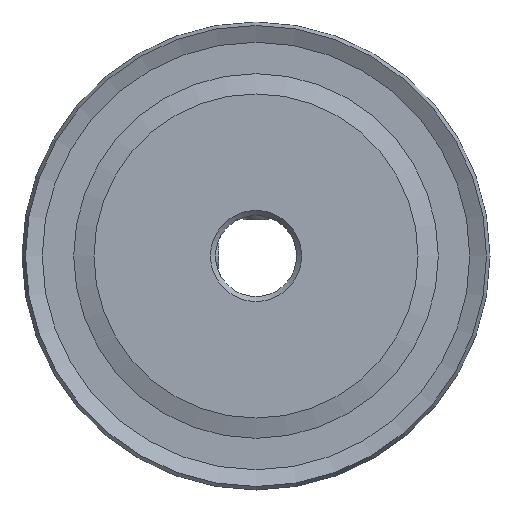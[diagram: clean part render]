
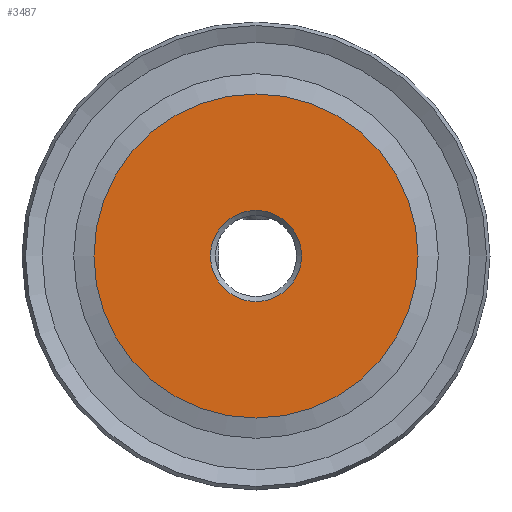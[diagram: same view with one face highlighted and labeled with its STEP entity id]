
A CAD part, left-side view. The second image highlights one B-rep face of the part: STEP entity #3487.
In plain terms, the highlighted planar face has unit normal (-1, 0, 0).
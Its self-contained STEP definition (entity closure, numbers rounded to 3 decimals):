
#3487 = ADVANCED_FACE('',(#3488,#3524),#3501,.F.);
#3488 = FACE_BOUND('',#3489,.F.);
#3489 = EDGE_LOOP('',(#3490));
#3490 = ORIENTED_EDGE('',*,*,#3491,.F.);
#3491 = EDGE_CURVE('',#3492,#3492,#3494,.T.);
#3492 = VERTEX_POINT('',#3493);
#3493 = CARTESIAN_POINT('',(-7.,0.,4.5));
#3494 = SURFACE_CURVE('',#3495,(#3500,#3512),.PCURVE_S1.);
#3495 = CIRCLE('',#3496,4.5);
#3496 = AXIS2_PLACEMENT_3D('',#3497,#3498,#3499);
#3497 = CARTESIAN_POINT('',(-7.,0.,0.));
#3498 = DIRECTION('',(1.,0.,0.));
#3499 = DIRECTION('',(0.,0.,1.));
#3500 = PCURVE('',#3501,#3506);
#3501 = PLANE('',#3502);
#3502 = AXIS2_PLACEMENT_3D('',#3503,#3504,#3505);
#3503 = CARTESIAN_POINT('',(-7.,0.,0.));
#3504 = DIRECTION('',(1.,0.,0.));
#3505 = DIRECTION('',(0.,0.,1.));
#3506 = DEFINITIONAL_REPRESENTATION('',(#3507),#3511);
#3507 = CIRCLE('',#3508,4.5);
#3508 = AXIS2_PLACEMENT_2D('',#3509,#3510);
#3509 = CARTESIAN_POINT('',(0.,0.));
#3510 = DIRECTION('',(1.,0.));
#3511 = ( GEOMETRIC_REPRESENTATION_CONTEXT(2) 
PARAMETRIC_REPRESENTATION_CONTEXT() REPRESENTATION_CONTEXT('2D SPACE',''
  ) );
#3512 = PCURVE('',#3513,#3518);
#3513 = CONICAL_SURFACE('',#3514,4.,0.785);
#3514 = AXIS2_PLACEMENT_3D('',#3515,#3516,#3517);
#3515 = CARTESIAN_POINT('',(-6.5,0.,0.));
#3516 = DIRECTION('',(-1.,-0.,-0.));
#3517 = DIRECTION('',(0.,0.,1.));
#3518 = DEFINITIONAL_REPRESENTATION('',(#3519),#3523);
#3519 = LINE('',#3520,#3521);
#3520 = CARTESIAN_POINT('',(0.,0.5));
#3521 = VECTOR('',#3522,1.);
#3522 = DIRECTION('',(-1.,-0.));
#3523 = ( GEOMETRIC_REPRESENTATION_CONTEXT(2) 
PARAMETRIC_REPRESENTATION_CONTEXT() REPRESENTATION_CONTEXT('2D SPACE',''
  ) );
#3524 = FACE_BOUND('',#3525,.F.);
#3525 = EDGE_LOOP('',(#3526));
#3526 = ORIENTED_EDGE('',*,*,#3527,.T.);
#3527 = EDGE_CURVE('',#3528,#3528,#3530,.T.);
#3528 = VERTEX_POINT('',#3529);
#3529 = CARTESIAN_POINT('',(-7.,0.,16.));
#3530 = SURFACE_CURVE('',#3531,(#3536,#3543),.PCURVE_S1.);
#3531 = CIRCLE('',#3532,16.);
#3532 = AXIS2_PLACEMENT_3D('',#3533,#3534,#3535);
#3533 = CARTESIAN_POINT('',(-7.,0.,0.));
#3534 = DIRECTION('',(1.,0.,0.));
#3535 = DIRECTION('',(0.,0.,1.));
#3536 = PCURVE('',#3501,#3537);
#3537 = DEFINITIONAL_REPRESENTATION('',(#3538),#3542);
#3538 = CIRCLE('',#3539,16.);
#3539 = AXIS2_PLACEMENT_2D('',#3540,#3541);
#3540 = CARTESIAN_POINT('',(0.,0.));
#3541 = DIRECTION('',(1.,0.));
#3542 = ( GEOMETRIC_REPRESENTATION_CONTEXT(2) 
PARAMETRIC_REPRESENTATION_CONTEXT() REPRESENTATION_CONTEXT('2D SPACE',''
  ) );
#3543 = PCURVE('',#3544,#3549);
#3544 = CONICAL_SURFACE('',#3545,18.,1.271);
#3545 = AXIS2_PLACEMENT_3D('',#3546,#3547,#3548);
#3546 = CARTESIAN_POINT('',(-6.383,0.,0.));
#3547 = DIRECTION('',(1.,0.,0.));
#3548 = DIRECTION('',(0.,0.,1.));
#3549 = DEFINITIONAL_REPRESENTATION('',(#3550),#3554);
#3550 = LINE('',#3551,#3552);
#3551 = CARTESIAN_POINT('',(0.,-0.617));
#3552 = VECTOR('',#3553,1.);
#3553 = DIRECTION('',(1.,-0.));
#3554 = ( GEOMETRIC_REPRESENTATION_CONTEXT(2) 
PARAMETRIC_REPRESENTATION_CONTEXT() REPRESENTATION_CONTEXT('2D SPACE',''
  ) );
